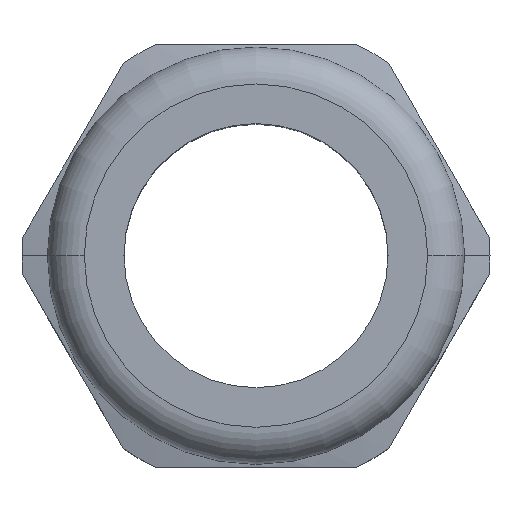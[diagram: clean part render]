
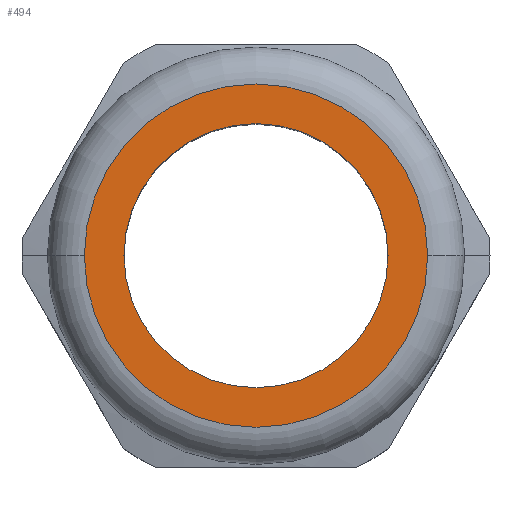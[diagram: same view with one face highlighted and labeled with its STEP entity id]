
A CAD part, top view. The second image highlights one B-rep face of the part: STEP entity #494.
In plain terms, the highlighted planar face has unit normal (0, 0, 1).
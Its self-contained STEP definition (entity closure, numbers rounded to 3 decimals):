
#49 = AXIS2_PLACEMENT_3D ( 'NONE', #204, #203, #202 ) ;
#51 = FACE_OUTER_BOUND ( 'NONE', #1188, .T. ) ;
#58 = FACE_BOUND ( 'NONE', #1187, .T. ) ;
#129 = EDGE_CURVE ( 'NONE', #1053, #1109, #456, .T. ) ;
#130 = EDGE_CURVE ( 'NONE', #1096, #1057, #455, .T. ) ;
#202 = DIRECTION ( 'NONE',  ( 1., 0., 0. ) ) ;
#203 = DIRECTION ( 'NONE',  ( 0., 0., 1. ) ) ;
#204 = CARTESIAN_POINT ( 'NONE',  ( 0., 0., 38. ) ) ;
#205 = PLANE ( 'NONE',  #49 ) ;
#351 = DIRECTION ( 'NONE',  ( 1., 0., 0. ) ) ;
#352 = DIRECTION ( 'NONE',  ( 0., 0., 1. ) ) ;
#353 = CARTESIAN_POINT ( 'NONE',  ( 0., 0., 38. ) ) ;
#354 = DIRECTION ( 'NONE',  ( 1., 0., 0. ) ) ;
#355 = DIRECTION ( 'NONE',  ( 0., 0., 1. ) ) ;
#356 = CARTESIAN_POINT ( 'NONE',  ( 0., 0., 38. ) ) ;
#419 = CIRCLE ( 'NONE', #610, 12.5 ) ;
#420 = CIRCLE ( 'NONE', #619, 16.25 ) ;
#455 = CIRCLE ( 'NONE', #1672, 12.5 ) ;
#456 = CIRCLE ( 'NONE', #1680, 16.25 ) ;
#494 = ADVANCED_FACE ( 'NONE', ( #58, #51 ), #205, .T. ) ;
#575 = EDGE_CURVE ( 'NONE', #1109, #1053, #420, .T. ) ;
#576 = EDGE_CURVE ( 'NONE', #1057, #1096, #419, .T. ) ;
#610 = AXIS2_PLACEMENT_3D ( 'NONE', #1427, #1428, #1429 ) ;
#619 = AXIS2_PLACEMENT_3D ( 'NONE', #1421, #1425, #1426 ) ;
#733 = ORIENTED_EDGE ( 'NONE', *, *, #129, .T. ) ;
#734 = ORIENTED_EDGE ( 'NONE', *, *, #576, .F. ) ;
#736 = ORIENTED_EDGE ( 'NONE', *, *, #130, .F. ) ;
#737 = ORIENTED_EDGE ( 'NONE', *, *, #575, .T. ) ;
#1053 = VERTEX_POINT ( 'NONE', #1549 ) ;
#1057 = VERTEX_POINT ( 'NONE', #1553 ) ;
#1096 = VERTEX_POINT ( 'NONE', #1592 ) ;
#1109 = VERTEX_POINT ( 'NONE', #1605 ) ;
#1187 = EDGE_LOOP ( 'NONE', ( #736, #734 ) ) ;
#1188 = EDGE_LOOP ( 'NONE', ( #737, #733 ) ) ;
#1421 = CARTESIAN_POINT ( 'NONE',  ( 0., 0., 38. ) ) ;
#1425 = DIRECTION ( 'NONE',  ( 0., 0., 1. ) ) ;
#1426 = DIRECTION ( 'NONE',  ( 1., 0., 0. ) ) ;
#1427 = CARTESIAN_POINT ( 'NONE',  ( 0., 0., 38. ) ) ;
#1428 = DIRECTION ( 'NONE',  ( 0., 0., 1. ) ) ;
#1429 = DIRECTION ( 'NONE',  ( 1., 0., 0. ) ) ;
#1549 = CARTESIAN_POINT ( 'NONE',  ( -16.25, 0., 38. ) ) ;
#1553 = CARTESIAN_POINT ( 'NONE',  ( -12.5, 0., 38. ) ) ;
#1592 = CARTESIAN_POINT ( 'NONE',  ( 12.5, 0., 38. ) ) ;
#1605 = CARTESIAN_POINT ( 'NONE',  ( 16.25, 0., 38. ) ) ;
#1672 = AXIS2_PLACEMENT_3D ( 'NONE', #353, #352, #351 ) ;
#1680 = AXIS2_PLACEMENT_3D ( 'NONE', #356, #355, #354 ) ;
